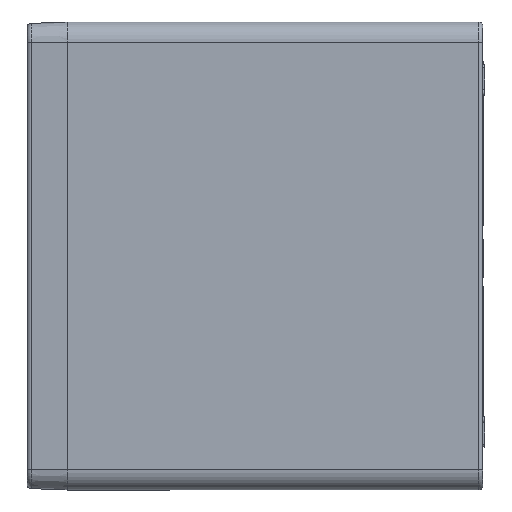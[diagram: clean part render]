
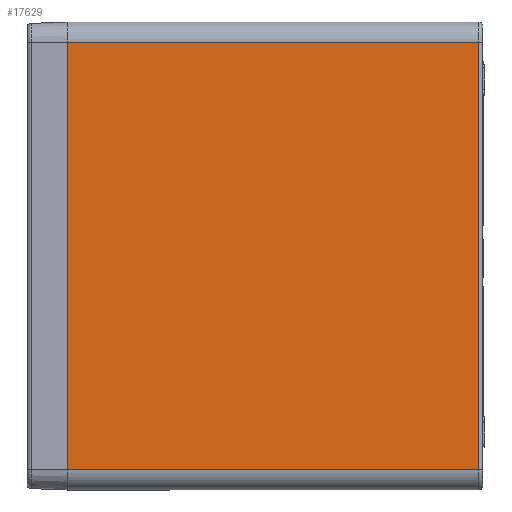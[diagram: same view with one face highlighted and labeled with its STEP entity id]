
A CAD part, left-side view. The second image highlights one B-rep face of the part: STEP entity #17629.
In plain terms, the highlighted planar face has unit normal (-1, 0, 0).
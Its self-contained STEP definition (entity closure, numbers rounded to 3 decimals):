
#525=PLANE('',#19139);
#1380=LINE('',#39419,#2725);
#1395=LINE('',#39707,#2740);
#1396=LINE('',#39709,#2741);
#1397=LINE('',#39710,#2742);
#2725=VECTOR('',#21782,1000.);
#2740=VECTOR('',#21805,1000.);
#2741=VECTOR('',#21806,1000.);
#2742=VECTOR('',#21807,1000.);
#5119=FACE_OUTER_BOUND('',#6407,.T.);
#6407=EDGE_LOOP('',(#14032,#14033,#14034,#14035));
#8618=VERTEX_POINT('',#39416);
#8619=VERTEX_POINT('',#39418);
#8648=VERTEX_POINT('',#39706);
#8649=VERTEX_POINT('',#39708);
#10617=EDGE_CURVE('',#8618,#8619,#1380,.T.);
#10647=EDGE_CURVE('',#8618,#8648,#1395,.T.);
#10648=EDGE_CURVE('',#8648,#8649,#1396,.T.);
#10649=EDGE_CURVE('',#8649,#8619,#1397,.T.);
#14032=ORIENTED_EDGE('',*,*,#10647,.T.);
#14033=ORIENTED_EDGE('',*,*,#10648,.T.);
#14034=ORIENTED_EDGE('',*,*,#10649,.T.);
#14035=ORIENTED_EDGE('',*,*,#10617,.F.);
#17629=ADVANCED_FACE('',(#5119),#525,.T.);
#19139=AXIS2_PLACEMENT_3D('',#39705,#21803,#21804);
#21782=DIRECTION('',(0.,0.,1.));
#21803=DIRECTION('center_axis',(-1.,0.,0.));
#21804=DIRECTION('ref_axis',(0.,0.,1.));
#21805=DIRECTION('',(0.,-1.,0.));
#21806=DIRECTION('',(0.,0.,1.));
#21807=DIRECTION('',(0.,1.,0.));
#39416=CARTESIAN_POINT('',(-200.,0.,-105.));
#39418=CARTESIAN_POINT('',(-200.,0.,105.));
#39419=CARTESIAN_POINT('',(-200.,0.,-115.));
#39705=CARTESIAN_POINT('Origin',(-200.,-204.,-115.));
#39706=CARTESIAN_POINT('',(-200.,-202.,-105.));
#39707=CARTESIAN_POINT('',(-200.,-204.,-105.));
#39708=CARTESIAN_POINT('',(-200.,-202.,105.));
#39709=CARTESIAN_POINT('',(-200.,-202.,105.));
#39710=CARTESIAN_POINT('',(-200.,-204.,105.));
